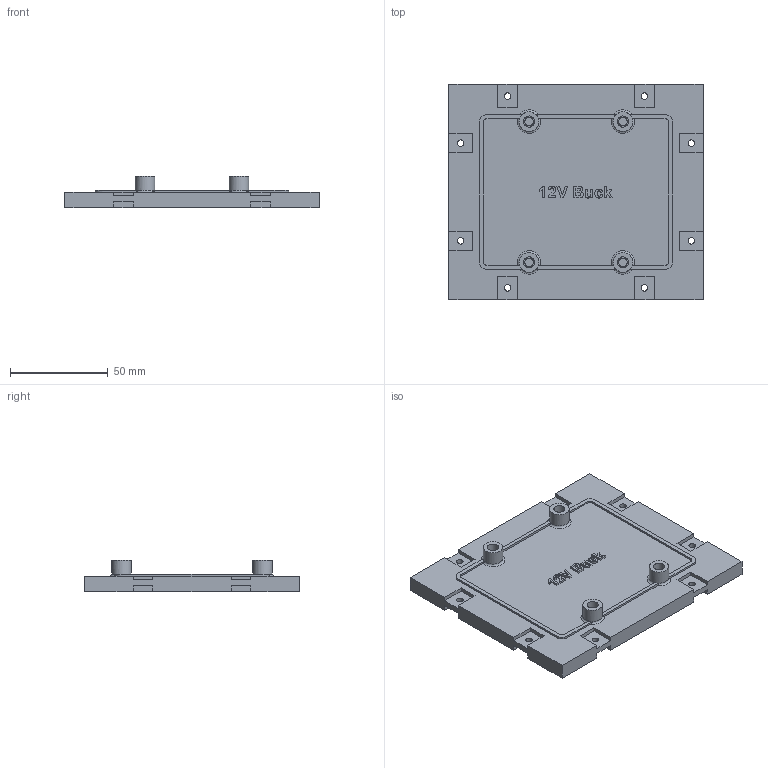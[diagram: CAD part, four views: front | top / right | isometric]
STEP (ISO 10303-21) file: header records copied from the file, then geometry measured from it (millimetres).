
FILE_DESCRIPTION(/* description */ (''),/* implementation_level */ '2;1');
FILE_NAME(/* name */ '12V Buck Mount.step',/* time_stamp */ '2026-01-14T14:53:09-05:00',/* author */ (''),/* organization */ (''),/* preprocessor_version */ 'ST-DEVELOPER v20.1',/* originating_system */ 'Autodesk Translation Framework v14.21.0.0',/* authorisation */ '');
FILE_SCHEMA (('AUTOMOTIVE_DESIGN { 1 0 10303 214 3 1 1 }'));
Length unit declared in the file: millimetre
Products named in the file (1): 2026-01-10-18-49-48-666
Bounding box: 130 x 110 x 16 mm (x, y, z)
Volume: 111904.9 mm3; surface area: 35785.5 mm2
Topology: 1 solids, 1 shells, 266 faces, 722 edges, 476 vertices
Faces by surface type: plane 159, bspline 71, cylinder 28, torus 8
Full cylindrical faces by diameter (mm): 3.3 x8, 4.4 x4, 5.7 x4, 10 x4
Entity records: 9145 total; most frequent: CARTESIAN_POINT 2816, ORIENTED_EDGE 1444, DIRECTION 1036, EDGE_CURVE 722, LINE 484, VECTOR 484, VERTEX_POINT 476, EDGE_LOOP 300
